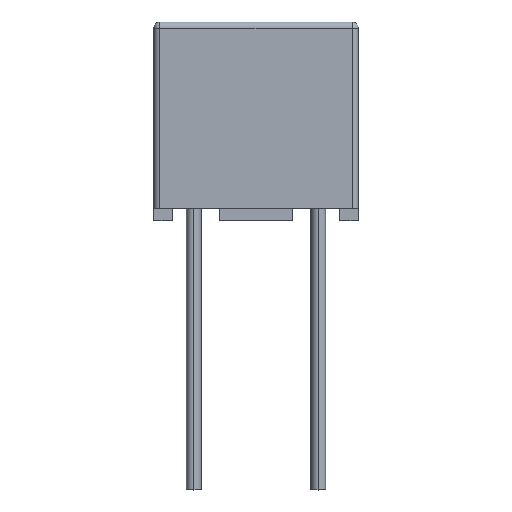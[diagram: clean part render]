
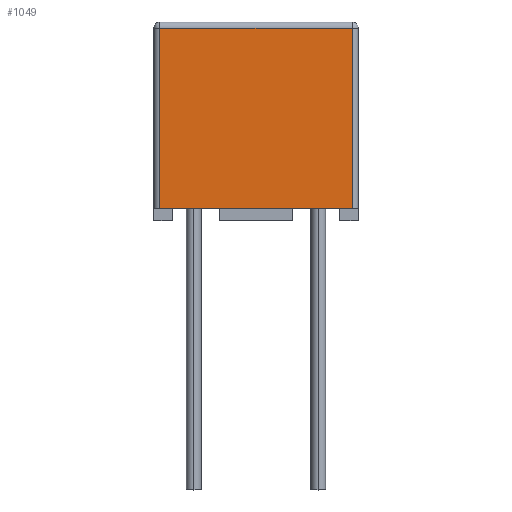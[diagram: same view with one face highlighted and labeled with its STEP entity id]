
A CAD part, top view. The second image highlights one B-rep face of the part: STEP entity #1049.
In plain terms, the highlighted planar face has unit normal (0, 0, 1).
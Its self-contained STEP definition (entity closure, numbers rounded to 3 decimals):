
#12 = LINE ( 'NONE', #813, #815 ) ;
#15 = PLANE ( 'NONE',  #817 ) ;
#43 = VECTOR ( 'NONE', #839, 1000. ) ;
#77 = VECTOR ( 'NONE', #398, 1000. ) ;
#79 = VERTEX_POINT ( 'NONE', #309 ) ;
#124 = ORIENTED_EDGE ( 'NONE', *, *, #203, .F. ) ;
#139 = CARTESIAN_POINT ( 'NONE',  ( -4.175, 7.85, 2. ) ) ;
#203 = EDGE_CURVE ( 'NONE', #518, #79, #917, .T. ) ;
#274 = DIRECTION ( 'NONE',  ( 0., 0., -1. ) ) ;
#275 = VERTEX_POINT ( 'NONE', #715 ) ;
#290 = FACE_OUTER_BOUND ( 'NONE', #389, .T. ) ;
#309 = CARTESIAN_POINT ( 'NONE',  ( -3.925, 0.5, 2. ) ) ;
#389 = EDGE_LOOP ( 'NONE', ( #124, #1059, #787, #454 ) ) ;
#398 = DIRECTION ( 'NONE',  ( 0., -1., 0. ) ) ;
#405 = EDGE_CURVE ( 'NONE', #706, #79, #658, .T. ) ;
#454 = ORIENTED_EDGE ( 'NONE', *, *, #405, .T. ) ;
#518 = VERTEX_POINT ( 'NONE', #1088 ) ;
#541 = DIRECTION ( 'NONE',  ( -1., 0., 0. ) ) ;
#658 = LINE ( 'NONE', #967, #77 ) ;
#680 = EDGE_CURVE ( 'NONE', #518, #275, #12, .T. ) ;
#688 = VECTOR ( 'NONE', #855, 1000. ) ;
#701 = CARTESIAN_POINT ( 'NONE',  ( -4.175, 8.1, 2. ) ) ;
#706 = VERTEX_POINT ( 'NONE', #897 ) ;
#715 = CARTESIAN_POINT ( 'NONE',  ( 3.925, 7.85, 2. ) ) ;
#764 = CARTESIAN_POINT ( 'NONE',  ( 3.925, 0.5, 2. ) ) ;
#787 = ORIENTED_EDGE ( 'NONE', *, *, #1098, .T. ) ;
#813 = CARTESIAN_POINT ( 'NONE',  ( 3.925, 8.1, 2. ) ) ;
#815 = VECTOR ( 'NONE', #1113, 1000. ) ;
#817 = AXIS2_PLACEMENT_3D ( 'NONE', #701, #274, #541 ) ;
#839 = DIRECTION ( 'NONE',  ( -1., 0., 0. ) ) ;
#855 = DIRECTION ( 'NONE',  ( -1., 0., 0. ) ) ;
#897 = CARTESIAN_POINT ( 'NONE',  ( -3.925, 7.85, 2. ) ) ;
#917 = LINE ( 'NONE', #764, #688 ) ;
#967 = CARTESIAN_POINT ( 'NONE',  ( -3.925, 8.1, 2. ) ) ;
#998 = LINE ( 'NONE', #139, #43 ) ;
#1049 = ADVANCED_FACE ( 'NONE', ( #290 ), #15, .F. ) ;
#1059 = ORIENTED_EDGE ( 'NONE', *, *, #680, .T. ) ;
#1088 = CARTESIAN_POINT ( 'NONE',  ( 3.925, 0.5, 2. ) ) ;
#1098 = EDGE_CURVE ( 'NONE', #275, #706, #998, .T. ) ;
#1113 = DIRECTION ( 'NONE',  ( 0., 1., 0. ) ) ;
